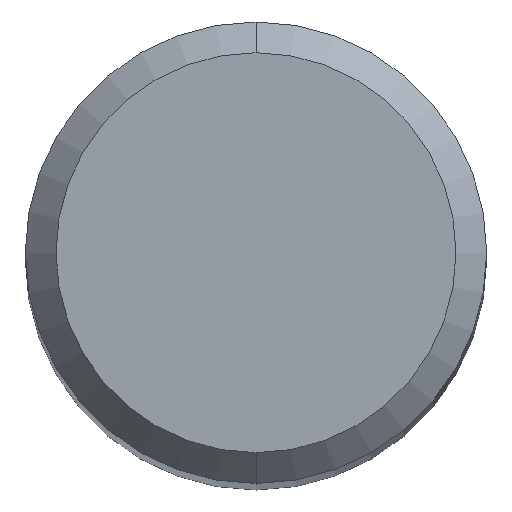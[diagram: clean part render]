
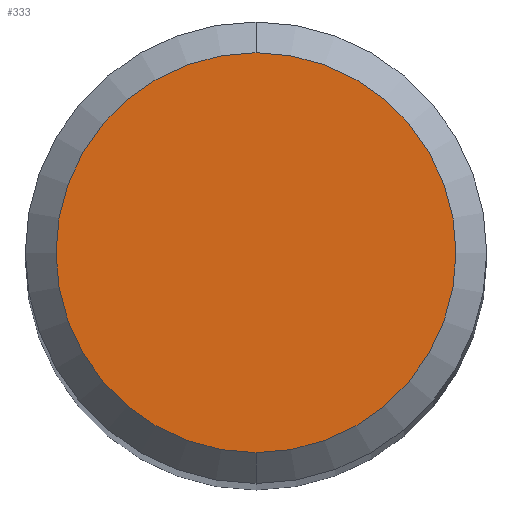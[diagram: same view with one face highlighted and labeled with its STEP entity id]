
A CAD part, top view. The second image highlights one B-rep face of the part: STEP entity #333.
In plain terms, the highlighted planar face has unit normal (0, 0, 1).
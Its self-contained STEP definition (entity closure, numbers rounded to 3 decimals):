
#313=VERTEX_POINT('',#635);
#333=ADVANCED_FACE('',(#657),#658,.T.);
#417=EDGE_CURVE('',#453,#313,#746,.T.);
#421=EDGE_CURVE('',#313,#453,#750,.T.);
#453=VERTEX_POINT('',#787);
#635=CARTESIAN_POINT('',(0.0,2.6,0.0));
#657=FACE_OUTER_BOUND('',#1171,.T.);
#658=PLANE('',#1172);
#746=CIRCLE('',#1359,2.6);
#750=CIRCLE('',#1364,2.6);
#787=CARTESIAN_POINT('',(0.,-2.6,0.0));
#1171=EDGE_LOOP('',(#1655,#1656));
#1172=AXIS2_PLACEMENT_3D('',#1657,#1658,#1659);
#1359=AXIS2_PLACEMENT_3D('',#1716,#1717,#1718);
#1364=AXIS2_PLACEMENT_3D('',#1719,#1720,#1721);
#1655=ORIENTED_EDGE('',*,*,#421,.F.);
#1656=ORIENTED_EDGE('',*,*,#417,.F.);
#1657=CARTESIAN_POINT('',(0.0,1.3,0.0));
#1658=DIRECTION('',(-0.0,0.0,1.0));
#1659=DIRECTION('',(0.0,-1.0,0.0));
#1716=CARTESIAN_POINT('',(0.0,0.0,0.0));
#1717=DIRECTION('',(0.0,0.0,-1.0));
#1718=DIRECTION('',(0.0,1.0,0.0));
#1719=CARTESIAN_POINT('',(0.0,0.0,0.0));
#1720=DIRECTION('',(0.0,0.0,-1.0));
#1721=DIRECTION('',(0.0,1.0,0.0));
